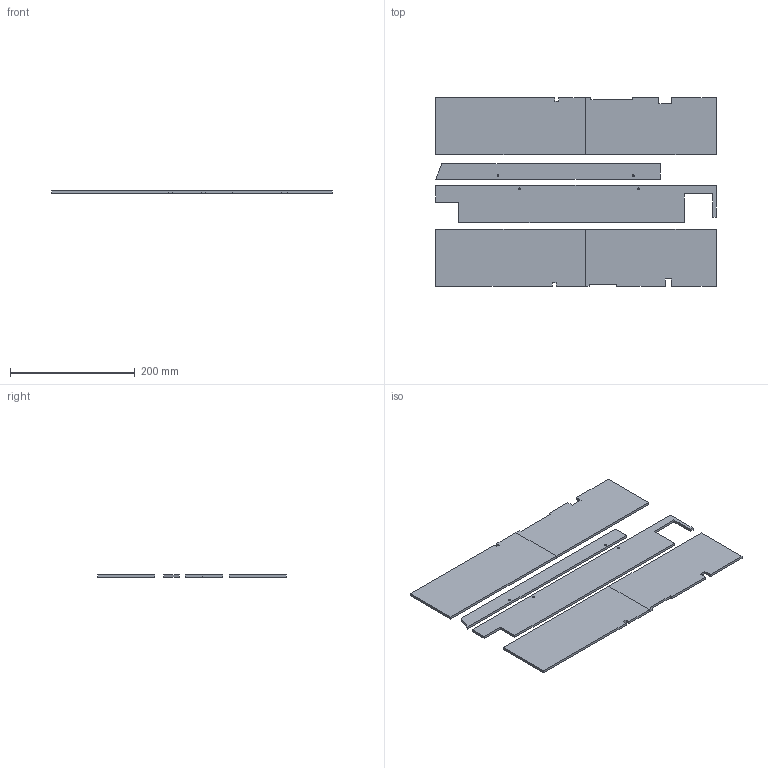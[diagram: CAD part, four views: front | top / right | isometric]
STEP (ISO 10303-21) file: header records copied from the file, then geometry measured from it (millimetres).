
FILE_DESCRIPTION(('HOOPS Exchange Step'),'2;1');
FILE_NAME('temp_export','2024-08-11T15:27:52-05:00',('Mattflix'),('Shapr3D Limited'),'HOOPS Exchange 2024.2','Shapr3D','Authorized');
FILE_SCHEMA( ('AUTOMOTIVE_DESIGN { 1 0 10303 214 1 1 1 1 }') );
Length unit declared in the file: millimetre
Products named in the file (2): Panels; root
Assembly tree (1 placements, depth 2):
  root
    Panels
Bounding box: 450 x 303 x 4 mm (x, y, z)
Volume: 457987.9 mm3; surface area: 247044.5 mm2
Topology: 6 solids, 6 shells, 70 faces, 174 edges, 116 vertices
Faces by surface type: plane 66, cylinder 4
Full cylindrical faces by diameter (mm): 3 x4
Entity records: 2100 total; most frequent: CARTESIAN_POINT 362, ORIENTED_EDGE 348, DIRECTION 326, EDGE_CURVE 174, VECTOR 166, LINE 166, VERTEX_POINT 116, AXIS2_PLACEMENT_3D 80
